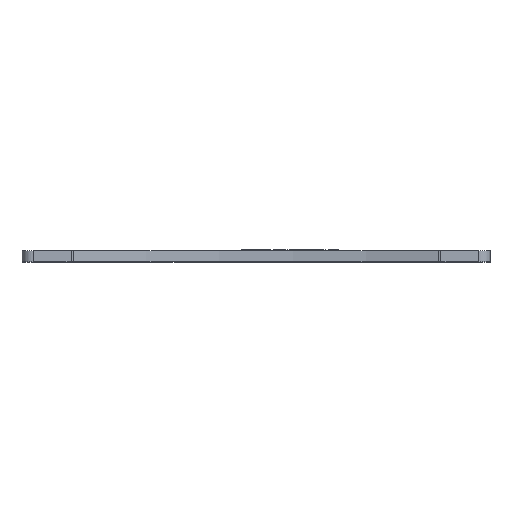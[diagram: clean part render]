
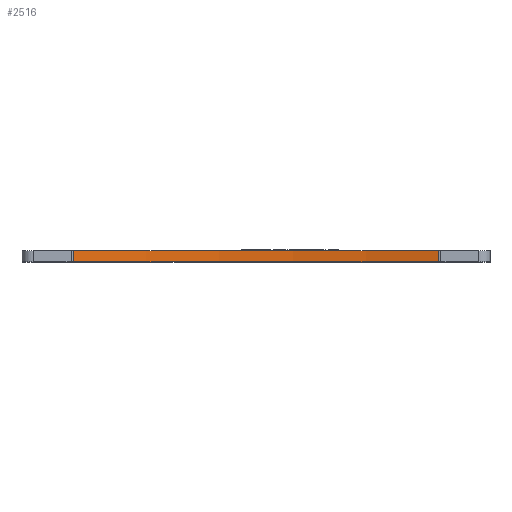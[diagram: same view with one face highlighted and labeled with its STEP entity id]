
A CAD part, top view. The second image highlights one B-rep face of the part: STEP entity #2516.
In plain terms, the highlighted cylindrical face has radius 200 mm (diameter 400 mm), a partial arc.
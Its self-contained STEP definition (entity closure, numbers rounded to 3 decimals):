
#268=LINE('',#4266,#493);
#269=LINE('',#4267,#494);
#493=VECTOR('',#3003,1000.);
#494=VECTOR('',#3004,1000.);
#730=FACE_OUTER_BOUND('',#888,.T.);
#888=EDGE_LOOP('',(#1915,#1916,#1917,#1918));
#1034=CIRCLE('',#2668,200.);
#1050=CIRCLE('',#2687,200.);
#1101=VERTEX_POINT('',#3366);
#1102=VERTEX_POINT('',#3368);
#1202=VERTEX_POINT('',#4096);
#1203=VERTEX_POINT('',#4098);
#1360=EDGE_CURVE('',#1101,#1102,#1034,.T.);
#1466=EDGE_CURVE('',#1202,#1203,#1050,.T.);
#1506=EDGE_CURVE('',#1202,#1102,#268,.T.);
#1507=EDGE_CURVE('',#1101,#1203,#269,.T.);
#1915=ORIENTED_EDGE('',*,*,#1466,.F.);
#1916=ORIENTED_EDGE('',*,*,#1506,.T.);
#1917=ORIENTED_EDGE('',*,*,#1360,.F.);
#1918=ORIENTED_EDGE('',*,*,#1507,.T.);
#2482=CYLINDRICAL_SURFACE('',#2711,200.);
#2516=ADVANCED_FACE('',(#730),#2482,.F.);
#2668=AXIS2_PLACEMENT_3D('',#3369,#2847,#2848);
#2687=AXIS2_PLACEMENT_3D('',#4099,#2933,#2934);
#2711=AXIS2_PLACEMENT_3D('',#4265,#3001,#3002);
#2847=DIRECTION('center_axis',(0.,-1.,0.));
#2848=DIRECTION('ref_axis',(-1.,0.,0.));
#2933=DIRECTION('center_axis',(0.,1.,0.));
#2934=DIRECTION('ref_axis',(1.,0.,0.));
#3001=DIRECTION('center_axis',(0.,-1.,0.));
#3002=DIRECTION('ref_axis',(1.,0.,0.));
#3003=DIRECTION('',(0.,1.,0.));
#3004=DIRECTION('',(0.,-1.,0.));
#3366=CARTESIAN_POINT('',(-49.043,71.2,97.908));
#3368=CARTESIAN_POINT('',(49.043,71.2,97.908));
#3369=CARTESIAN_POINT('Origin',(0.,71.2,291.802));
#4096=CARTESIAN_POINT('',(49.043,68.2,97.908));
#4098=CARTESIAN_POINT('',(-49.043,68.2,97.908));
#4099=CARTESIAN_POINT('Origin',(0.,68.2,
291.802));
#4265=CARTESIAN_POINT('Origin',(0.,255.125,
291.802));
#4266=CARTESIAN_POINT('',(49.043,255.125,97.908));
#4267=CARTESIAN_POINT('',(-49.043,255.125,97.908));
